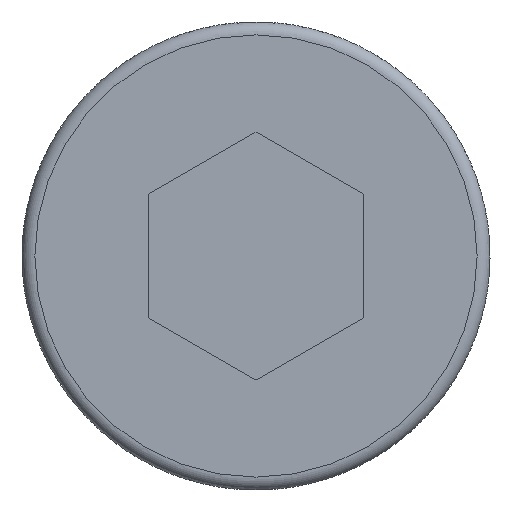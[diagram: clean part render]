
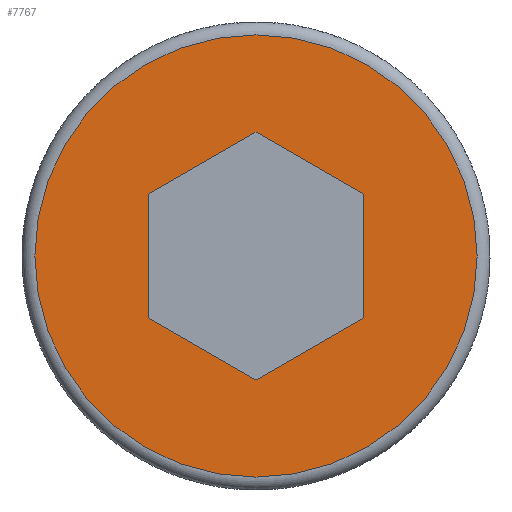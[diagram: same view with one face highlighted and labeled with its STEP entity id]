
A CAD part, front view. The second image highlights one B-rep face of the part: STEP entity #7767.
In plain terms, the highlighted planar face has unit normal (0, -1, 0).
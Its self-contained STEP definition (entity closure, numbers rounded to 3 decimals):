
#16=FACE_BOUND('',#1129,.T.);
#303=PLANE('',#8385);
#715=FACE_OUTER_BOUND('',#1128,.T.);
#1128=EDGE_LOOP('',(#7223));
#1129=EDGE_LOOP('',(#7224,#7225,#7226,#7227,#7228,#7229));
#1185=CIRCLE('',#7884,2.575);
#1972=LINE('',#12383,#2384);
#1976=LINE('',#12391,#2388);
#1979=LINE('',#12397,#2391);
#1982=LINE('',#12403,#2394);
#1985=LINE('',#12409,#2397);
#1988=LINE('',#12414,#2400);
#2384=VECTOR('',#8514,10.);
#2388=VECTOR('',#8520,10.);
#2391=VECTOR('',#8525,10.);
#2394=VECTOR('',#8530,10.);
#2397=VECTOR('',#8535,10.);
#2400=VECTOR('',#8540,10.);
#2837=VERTEX_POINT('',#12381);
#2838=VERTEX_POINT('',#12382);
#2841=VERTEX_POINT('',#12390);
#2843=VERTEX_POINT('',#12396);
#2845=VERTEX_POINT('',#12402);
#2847=VERTEX_POINT('',#12408);
#3032=VERTEX_POINT('',#13334);
#3687=EDGE_CURVE('',#2837,#2838,#1972,.T.);
#3691=EDGE_CURVE('',#2841,#2837,#1976,.T.);
#3694=EDGE_CURVE('',#2843,#2841,#1979,.T.);
#3697=EDGE_CURVE('',#2845,#2843,#1982,.T.);
#3700=EDGE_CURVE('',#2847,#2845,#1985,.T.);
#3703=EDGE_CURVE('',#2838,#2847,#1988,.T.);
#3891=EDGE_CURVE('',#3032,#3032,#1185,.T.);
#7223=ORIENTED_EDGE('',*,*,#3891,.F.);
#7224=ORIENTED_EDGE('',*,*,#3687,.T.);
#7225=ORIENTED_EDGE('',*,*,#3703,.T.);
#7226=ORIENTED_EDGE('',*,*,#3700,.T.);
#7227=ORIENTED_EDGE('',*,*,#3697,.T.);
#7228=ORIENTED_EDGE('',*,*,#3694,.T.);
#7229=ORIENTED_EDGE('',*,*,#3691,.T.);
#7767=ADVANCED_FACE('',(#715,#16),#303,.F.);
#7884=AXIS2_PLACEMENT_3D('',#13336,#8646,#8647);
#8385=AXIS2_PLACEMENT_3D('',#16667,#10005,#10006);
#8514=DIRECTION('',(0.866,0.,0.5));
#8520=DIRECTION('',(0.,0.,1.));
#8525=DIRECTION('',(-0.866,0.,0.5));
#8530=DIRECTION('',(-0.866,0.,-0.5));
#8535=DIRECTION('',(0.,0.,-1.));
#8540=DIRECTION('',(0.866,0.,-0.5));
#8646=DIRECTION('center_axis',(0.,1.,0.));
#8647=DIRECTION('ref_axis',(1.,0.,0.));
#10005=DIRECTION('center_axis',(0.,1.,0.));
#10006=DIRECTION('ref_axis',(1.,0.,0.));
#12381=CARTESIAN_POINT('',(-1.25,0.,0.722));
#12382=CARTESIAN_POINT('',(0.,0.,1.443));
#12383=CARTESIAN_POINT('',(-0.938,0.,0.902));
#12390=CARTESIAN_POINT('',(-1.25,0.,-0.722));
#12391=CARTESIAN_POINT('',(-1.25,0.,-0.361));
#12396=CARTESIAN_POINT('',(0.,0.,-1.443));
#12397=CARTESIAN_POINT('',(-0.313,0.,-1.263));
#12402=CARTESIAN_POINT('',(1.25,0.,-0.722));
#12403=CARTESIAN_POINT('',(0.938,0.,-0.902));
#12408=CARTESIAN_POINT('',(1.25,0.,0.722));
#12409=CARTESIAN_POINT('',(1.25,0.,0.361));
#12414=CARTESIAN_POINT('',(0.313,0.,1.263));
#13334=CARTESIAN_POINT('',(0.,0.,-2.575));
#13336=CARTESIAN_POINT('Origin',(0.,0.,0.));
#16667=CARTESIAN_POINT('Origin',(0.,0.,0.));
